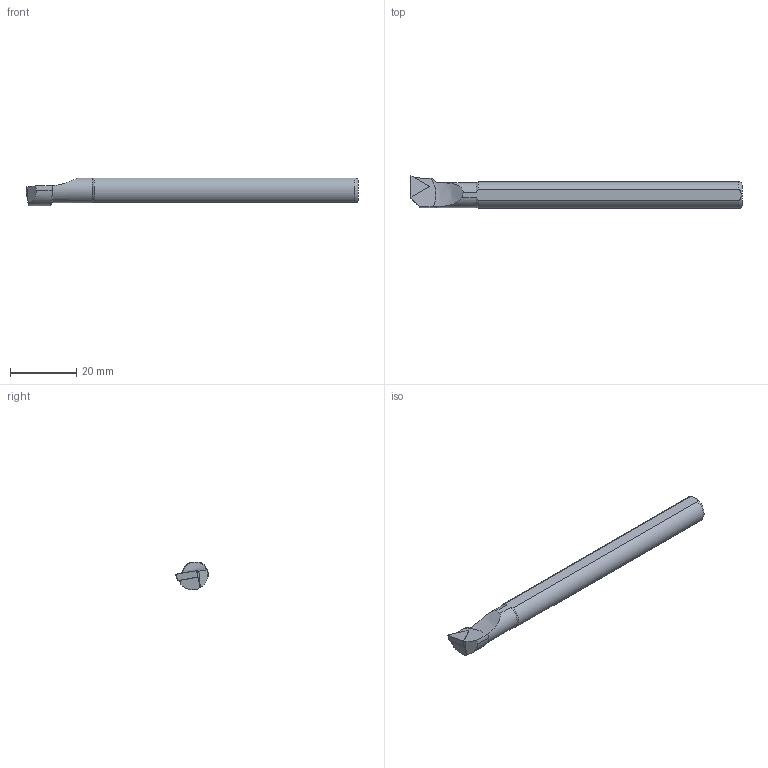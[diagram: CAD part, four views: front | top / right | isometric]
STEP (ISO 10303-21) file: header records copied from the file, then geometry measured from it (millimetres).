
FILE_DESCRIPTION(/* description */ (''),/* implementation_level */ '2;1');
FILE_NAME(/* name */ 'S08H-STFCL-06.stp',/* time_stamp */ '2023-10-18T19:09:51+03:00',/* author */ (''),/* organization */ (''),/* preprocessor_version */ 'ST-DEVELOPER v19.4',/* originating_system */ 'SIEMENS PLM Software NX2306.3001',/* authorisation */ '');
FILE_SCHEMA (('AUTOMOTIVE_DESIGN { 1 0 10303 214 3 1 1 1 }'));
Length unit declared in the file: millimetre
Products named in the file (1): S08H STFCR 06-LIGHT_objects
Bounding box: 100 x 9.86 x 8.25 mm (x, y, z)
Volume: 4620.3 mm3; surface area: 2601.7 mm2
Topology: 2 solids, 2 shells, 31 faces, 82 edges, 52 vertices
Faces by surface type: plane 16, cone 8, cylinder 5, torus 1, bspline 1
Entity records: 1654 total; most frequent: CARTESIAN_POINT 896, ORIENTED_EDGE 154, DIRECTION 139, EDGE_CURVE 77, VERTEX_POINT 51, AXIS2_PLACEMENT_3D 50, LINE 39, VECTOR 39
